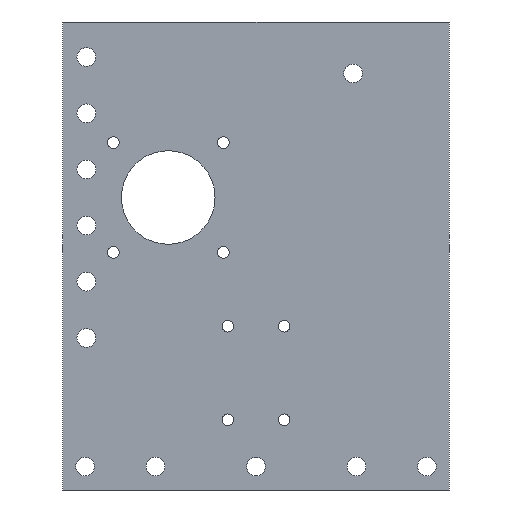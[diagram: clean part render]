
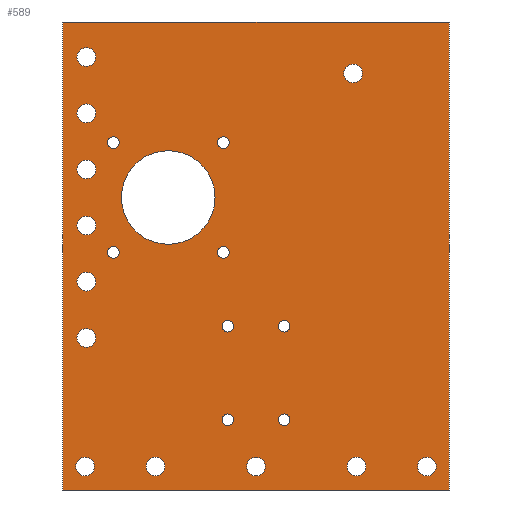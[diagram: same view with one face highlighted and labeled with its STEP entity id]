
A CAD part, left-side view. The second image highlights one B-rep face of the part: STEP entity #589.
In plain terms, the highlighted planar face has unit normal (-1, 0, 0).
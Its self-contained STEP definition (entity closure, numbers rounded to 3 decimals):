
#36=FACE_BOUND('',#138,.T.);
#37=FACE_BOUND('',#139,.T.);
#38=FACE_BOUND('',#140,.T.);
#39=FACE_BOUND('',#141,.T.);
#40=FACE_BOUND('',#142,.T.);
#41=FACE_BOUND('',#143,.T.);
#42=FACE_BOUND('',#144,.T.);
#43=FACE_BOUND('',#145,.T.);
#44=FACE_BOUND('',#146,.T.);
#45=FACE_BOUND('',#147,.T.);
#46=FACE_BOUND('',#148,.T.);
#47=FACE_BOUND('',#149,.T.);
#48=FACE_BOUND('',#150,.T.);
#49=FACE_BOUND('',#151,.T.);
#50=FACE_BOUND('',#152,.T.);
#51=FACE_BOUND('',#153,.T.);
#52=FACE_BOUND('',#154,.T.);
#53=FACE_BOUND('',#155,.T.);
#54=FACE_BOUND('',#156,.T.);
#55=FACE_BOUND('',#157,.T.);
#56=FACE_BOUND('',#158,.T.);
#62=PLANE('',#672);
#89=FACE_OUTER_BOUND('',#137,.T.);
#137=EDGE_LOOP('',(#517,#518,#519,#520));
#138=EDGE_LOOP('',(#521));
#139=EDGE_LOOP('',(#522));
#140=EDGE_LOOP('',(#523));
#141=EDGE_LOOP('',(#524));
#142=EDGE_LOOP('',(#525));
#143=EDGE_LOOP('',(#526));
#144=EDGE_LOOP('',(#527));
#145=EDGE_LOOP('',(#528));
#146=EDGE_LOOP('',(#529));
#147=EDGE_LOOP('',(#530));
#148=EDGE_LOOP('',(#531));
#149=EDGE_LOOP('',(#532));
#150=EDGE_LOOP('',(#533));
#151=EDGE_LOOP('',(#534));
#152=EDGE_LOOP('',(#535));
#153=EDGE_LOOP('',(#536));
#154=EDGE_LOOP('',(#537));
#155=EDGE_LOOP('',(#538));
#156=EDGE_LOOP('',(#539));
#157=EDGE_LOOP('',(#540));
#158=EDGE_LOOP('',(#541));
#180=LINE('',#976,#213);
#184=LINE('',#984,#217);
#187=LINE('',#990,#220);
#190=LINE('',#995,#223);
#213=VECTOR('',#824,10.);
#217=VECTOR('',#830,10.);
#220=VECTOR('',#835,10.);
#223=VECTOR('',#840,10.);
#225=CIRCLE('',#605,2.5);
#227=CIRCLE('',#608,4.);
#229=CIRCLE('',#611,4.);
#231=CIRCLE('',#614,4.);
#233=CIRCLE('',#617,20.);
#235=CIRCLE('',#620,2.5);
#237=CIRCLE('',#623,2.5);
#239=CIRCLE('',#626,4.);
#241=CIRCLE('',#629,4.);
#243=CIRCLE('',#632,4.);
#245=CIRCLE('',#635,2.5);
#247=CIRCLE('',#638,4.);
#250=CIRCLE('',#642,2.5);
#252=CIRCLE('',#645,4.);
#254=CIRCLE('',#648,4.);
#256=CIRCLE('',#651,2.5);
#258=CIRCLE('',#654,2.5);
#260=CIRCLE('',#657,4.);
#262=CIRCLE('',#660,4.);
#264=CIRCLE('',#663,4.);
#266=CIRCLE('',#666,2.5);
#267=VERTEX_POINT('',#848);
#269=VERTEX_POINT('',#854);
#271=VERTEX_POINT('',#860);
#273=VERTEX_POINT('',#866);
#275=VERTEX_POINT('',#872);
#277=VERTEX_POINT('',#878);
#279=VERTEX_POINT('',#884);
#281=VERTEX_POINT('',#890);
#283=VERTEX_POINT('',#896);
#285=VERTEX_POINT('',#902);
#287=VERTEX_POINT('',#908);
#289=VERTEX_POINT('',#914);
#292=VERTEX_POINT('',#922);
#294=VERTEX_POINT('',#928);
#296=VERTEX_POINT('',#934);
#298=VERTEX_POINT('',#940);
#300=VERTEX_POINT('',#946);
#302=VERTEX_POINT('',#952);
#304=VERTEX_POINT('',#958);
#306=VERTEX_POINT('',#964);
#308=VERTEX_POINT('',#970);
#309=VERTEX_POINT('',#974);
#310=VERTEX_POINT('',#975);
#313=VERTEX_POINT('',#983);
#315=VERTEX_POINT('',#989);
#317=EDGE_CURVE('',#267,#267,#225,.T.);
#320=EDGE_CURVE('',#269,#269,#227,.T.);
#323=EDGE_CURVE('',#271,#271,#229,.T.);
#326=EDGE_CURVE('',#273,#273,#231,.T.);
#329=EDGE_CURVE('',#275,#275,#233,.T.);
#332=EDGE_CURVE('',#277,#277,#235,.T.);
#335=EDGE_CURVE('',#279,#279,#237,.T.);
#338=EDGE_CURVE('',#281,#281,#239,.T.);
#341=EDGE_CURVE('',#283,#283,#241,.T.);
#344=EDGE_CURVE('',#285,#285,#243,.T.);
#347=EDGE_CURVE('',#287,#287,#245,.T.);
#350=EDGE_CURVE('',#289,#289,#247,.T.);
#355=EDGE_CURVE('',#292,#292,#250,.T.);
#358=EDGE_CURVE('',#294,#294,#252,.T.);
#361=EDGE_CURVE('',#296,#296,#254,.T.);
#364=EDGE_CURVE('',#298,#298,#256,.T.);
#367=EDGE_CURVE('',#300,#300,#258,.T.);
#370=EDGE_CURVE('',#302,#302,#260,.T.);
#373=EDGE_CURVE('',#304,#304,#262,.T.);
#376=EDGE_CURVE('',#306,#306,#264,.T.);
#379=EDGE_CURVE('',#308,#308,#266,.T.);
#380=EDGE_CURVE('',#309,#310,#180,.T.);
#384=EDGE_CURVE('',#310,#313,#184,.T.);
#387=EDGE_CURVE('',#313,#315,#187,.T.);
#390=EDGE_CURVE('',#315,#309,#190,.T.);
#517=ORIENTED_EDGE('',*,*,#390,.T.);
#518=ORIENTED_EDGE('',*,*,#380,.T.);
#519=ORIENTED_EDGE('',*,*,#384,.T.);
#520=ORIENTED_EDGE('',*,*,#387,.T.);
#521=ORIENTED_EDGE('',*,*,#317,.T.);
#522=ORIENTED_EDGE('',*,*,#320,.T.);
#523=ORIENTED_EDGE('',*,*,#323,.T.);
#524=ORIENTED_EDGE('',*,*,#326,.T.);
#525=ORIENTED_EDGE('',*,*,#329,.T.);
#526=ORIENTED_EDGE('',*,*,#332,.T.);
#527=ORIENTED_EDGE('',*,*,#335,.T.);
#528=ORIENTED_EDGE('',*,*,#338,.T.);
#529=ORIENTED_EDGE('',*,*,#341,.T.);
#530=ORIENTED_EDGE('',*,*,#344,.T.);
#531=ORIENTED_EDGE('',*,*,#347,.T.);
#532=ORIENTED_EDGE('',*,*,#350,.T.);
#533=ORIENTED_EDGE('',*,*,#355,.T.);
#534=ORIENTED_EDGE('',*,*,#358,.T.);
#535=ORIENTED_EDGE('',*,*,#361,.T.);
#536=ORIENTED_EDGE('',*,*,#364,.T.);
#537=ORIENTED_EDGE('',*,*,#367,.T.);
#538=ORIENTED_EDGE('',*,*,#370,.T.);
#539=ORIENTED_EDGE('',*,*,#373,.T.);
#540=ORIENTED_EDGE('',*,*,#376,.T.);
#541=ORIENTED_EDGE('',*,*,#379,.T.);
#589=ADVANCED_FACE('',(#89,#36,#37,#38,#39,#40,#41,#42,#43,#44,#45,#46,
#47,#48,#49,#50,#51,#52,#53,#54,#55,#56),#62,.F.);
#605=AXIS2_PLACEMENT_3D('',#849,#677,#678);
#608=AXIS2_PLACEMENT_3D('',#855,#684,#685);
#611=AXIS2_PLACEMENT_3D('',#861,#691,#692);
#614=AXIS2_PLACEMENT_3D('',#867,#698,#699);
#617=AXIS2_PLACEMENT_3D('',#873,#705,#706);
#620=AXIS2_PLACEMENT_3D('',#879,#712,#713);
#623=AXIS2_PLACEMENT_3D('',#885,#719,#720);
#626=AXIS2_PLACEMENT_3D('',#891,#726,#727);
#629=AXIS2_PLACEMENT_3D('',#897,#733,#734);
#632=AXIS2_PLACEMENT_3D('',#903,#740,#741);
#635=AXIS2_PLACEMENT_3D('',#909,#747,#748);
#638=AXIS2_PLACEMENT_3D('',#915,#754,#755);
#642=AXIS2_PLACEMENT_3D('',#924,#764,#765);
#645=AXIS2_PLACEMENT_3D('',#930,#771,#772);
#648=AXIS2_PLACEMENT_3D('',#936,#778,#779);
#651=AXIS2_PLACEMENT_3D('',#942,#785,#786);
#654=AXIS2_PLACEMENT_3D('',#948,#792,#793);
#657=AXIS2_PLACEMENT_3D('',#954,#799,#800);
#660=AXIS2_PLACEMENT_3D('',#960,#806,#807);
#663=AXIS2_PLACEMENT_3D('',#966,#813,#814);
#666=AXIS2_PLACEMENT_3D('',#972,#820,#821);
#672=AXIS2_PLACEMENT_3D('',#998,#844,#845);
#677=DIRECTION('center_axis',(1.,0.,0.));
#678=DIRECTION('ref_axis',(0.,-1.,0.));
#684=DIRECTION('center_axis',(1.,0.,0.));
#685=DIRECTION('ref_axis',(0.,-1.,0.));
#691=DIRECTION('center_axis',(1.,0.,0.));
#692=DIRECTION('ref_axis',(0.,-1.,0.));
#698=DIRECTION('center_axis',(1.,0.,0.));
#699=DIRECTION('ref_axis',(0.,-1.,0.));
#705=DIRECTION('center_axis',(1.,0.,0.));
#706=DIRECTION('ref_axis',(0.,-1.,0.));
#712=DIRECTION('center_axis',(1.,0.,0.));
#713=DIRECTION('ref_axis',(0.,-1.,0.));
#719=DIRECTION('center_axis',(1.,0.,0.));
#720=DIRECTION('ref_axis',(0.,-1.,0.));
#726=DIRECTION('center_axis',(1.,0.,0.));
#727=DIRECTION('ref_axis',(0.,-1.,0.));
#733=DIRECTION('center_axis',(1.,0.,0.));
#734=DIRECTION('ref_axis',(0.,-1.,0.));
#740=DIRECTION('center_axis',(1.,0.,0.));
#741=DIRECTION('ref_axis',(0.,-1.,0.));
#747=DIRECTION('center_axis',(1.,0.,0.));
#748=DIRECTION('ref_axis',(0.,-1.,0.));
#754=DIRECTION('center_axis',(1.,0.,0.));
#755=DIRECTION('ref_axis',(0.,-1.,0.));
#764=DIRECTION('center_axis',(1.,0.,0.));
#765=DIRECTION('ref_axis',(0.,1.,0.));
#771=DIRECTION('center_axis',(1.,0.,0.));
#772=DIRECTION('ref_axis',(0.,1.,0.));
#778=DIRECTION('center_axis',(1.,0.,0.));
#779=DIRECTION('ref_axis',(0.,1.,0.));
#785=DIRECTION('center_axis',(1.,0.,0.));
#786=DIRECTION('ref_axis',(0.,1.,0.));
#792=DIRECTION('center_axis',(1.,0.,0.));
#793=DIRECTION('ref_axis',(0.,1.,0.));
#799=DIRECTION('center_axis',(1.,0.,0.));
#800=DIRECTION('ref_axis',(0.,1.,0.));
#806=DIRECTION('center_axis',(1.,0.,0.));
#807=DIRECTION('ref_axis',(0.,1.,0.));
#813=DIRECTION('center_axis',(1.,0.,0.));
#814=DIRECTION('ref_axis',(0.,1.,0.));
#820=DIRECTION('center_axis',(1.,0.,0.));
#821=DIRECTION('ref_axis',(0.,1.,0.));
#824=DIRECTION('',(0.,0.,1.));
#830=DIRECTION('',(0.,1.,0.));
#835=DIRECTION('',(0.,0.,-1.));
#840=DIRECTION('',(0.,-1.,0.));
#844=DIRECTION('center_axis',(1.,0.,0.));
#845=DIRECTION('ref_axis',(0.,1.,0.));
#848=CARTESIAN_POINT('',(0.,63.5,48.5));
#849=CARTESIAN_POINT('Origin',(0.,61.,48.5));
#854=CARTESIAN_POINT('',(0.,76.5,-35.));
#855=CARTESIAN_POINT('Origin',(0.,72.5,-35.));
#860=CARTESIAN_POINT('',(0.,76.5,61.));
#861=CARTESIAN_POINT('Origin',(0.,72.5,61.));
#866=CARTESIAN_POINT('',(0.,76.5,37.));
#867=CARTESIAN_POINT('Origin',(0.,72.5,37.));
#872=CARTESIAN_POINT('',(0.,57.5,25.));
#873=CARTESIAN_POINT('Origin',(0.,37.5,25.));
#878=CARTESIAN_POINT('',(0.,16.5,48.5));
#879=CARTESIAN_POINT('Origin',(0.,14.,48.5));
#884=CARTESIAN_POINT('',(0.,63.5,1.5));
#885=CARTESIAN_POINT('Origin',(0.,61.,1.5));
#890=CARTESIAN_POINT('',(0.,76.5,-11.));
#891=CARTESIAN_POINT('Origin',(0.,72.5,-11.));
#896=CARTESIAN_POINT('',(0.,76.5,85.));
#897=CARTESIAN_POINT('Origin',(0.,72.5,85.));
#902=CARTESIAN_POINT('',(0.,76.5,13.));
#903=CARTESIAN_POINT('Origin',(0.,72.5,13.));
#908=CARTESIAN_POINT('',(0.,16.5,1.5));
#909=CARTESIAN_POINT('Origin',(0.,14.,1.5));
#914=CARTESIAN_POINT('',(0.,-37.5,78.));
#915=CARTESIAN_POINT('Origin',(0.,-41.5,78.));
#922=CARTESIAN_POINT('',(0.,-14.5,-70.));
#924=CARTESIAN_POINT('Origin',(0.,-12.,-70.));
#928=CARTESIAN_POINT('',(0.,-4.,-90.));
#930=CARTESIAN_POINT('Origin',(0.,0.,-90.));
#934=CARTESIAN_POINT('',(0.,-47.,-90.));
#936=CARTESIAN_POINT('Origin',(0.,-43.,-90.));
#940=CARTESIAN_POINT('',(0.,9.5,-70.));
#942=CARTESIAN_POINT('Origin',(0.,12.,-70.));
#946=CARTESIAN_POINT('',(0.,-14.5,-30.));
#948=CARTESIAN_POINT('Origin',(0.,-12.,-30.));
#952=CARTESIAN_POINT('',(0.,39.,-90.));
#954=CARTESIAN_POINT('Origin',(0.,43.,-90.));
#958=CARTESIAN_POINT('',(0.,-77.,-90.));
#960=CARTESIAN_POINT('Origin',(0.,-73.,-90.));
#964=CARTESIAN_POINT('',(0.,69.,-90.));
#966=CARTESIAN_POINT('Origin',(0.,73.,-90.));
#970=CARTESIAN_POINT('',(0.,9.5,-30.));
#972=CARTESIAN_POINT('Origin',(0.,12.,-30.));
#974=CARTESIAN_POINT('',(0.,-82.5,-100.));
#975=CARTESIAN_POINT('',(0.,-82.5,100.));
#976=CARTESIAN_POINT('',(0.,-82.5,-100.));
#983=CARTESIAN_POINT('',(0.,82.5,100.));
#984=CARTESIAN_POINT('',(0.,-82.5,100.));
#989=CARTESIAN_POINT('',(0.,82.5,-100.));
#990=CARTESIAN_POINT('',(0.,82.5,100.));
#995=CARTESIAN_POINT('',(0.,82.5,-100.));
#998=CARTESIAN_POINT('Origin',(0.,0.,0.));
